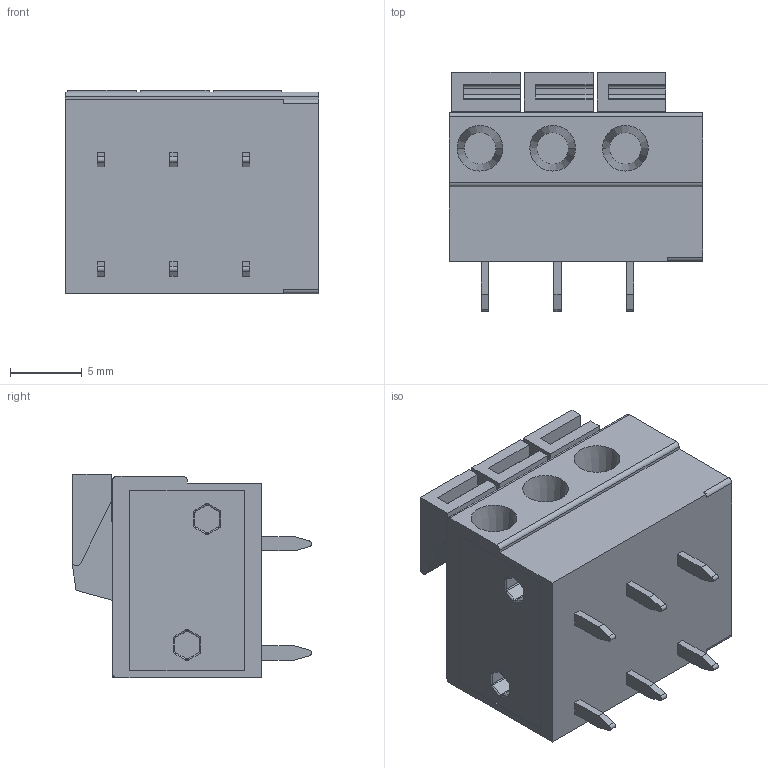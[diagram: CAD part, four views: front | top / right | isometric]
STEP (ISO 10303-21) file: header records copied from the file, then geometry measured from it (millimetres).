
FILE_DESCRIPTION(('STEP AP214'),'1');
FILE_NAME('20020303H031B01LF.stp','2016-12-01T16:29:06',('TraceParts'),('TraceParts S.A.'),'Spatial InterOp 3D',' ',' ');
FILE_SCHEMA(('automotive_design'));
Length unit declared in the file: millimetre
Products named in the file (1): 20020303-H03
Bounding box: 17.74 x 16.71 x 14.24 mm (x, y, z)
Volume: 2487.3 mm3; surface area: 1843.7 mm2
Topology: 1 solids, 1 shells, 208 faces, 546 edges, 356 vertices
Faces by surface type: plane 135, cylinder 55, torus 12, cone 6
Entity records: 6387 total; most frequent: CARTESIAN_POINT 1111, DIRECTION 1098, ORIENTED_EDGE 1092, EDGE_CURVE 546, LINE 412, VECTOR 412, VERTEX_POINT 356, AXIS2_PLACEMENT_3D 343
